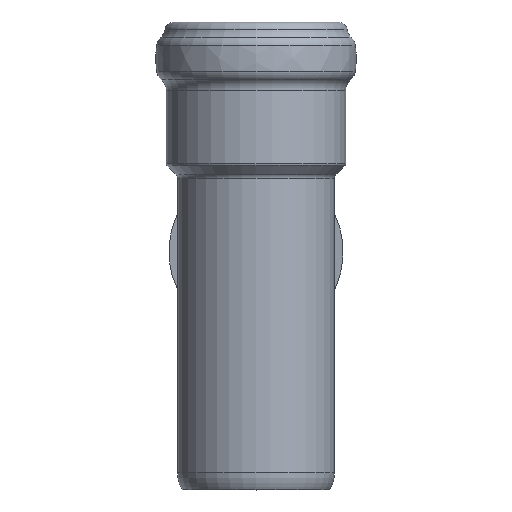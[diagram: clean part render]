
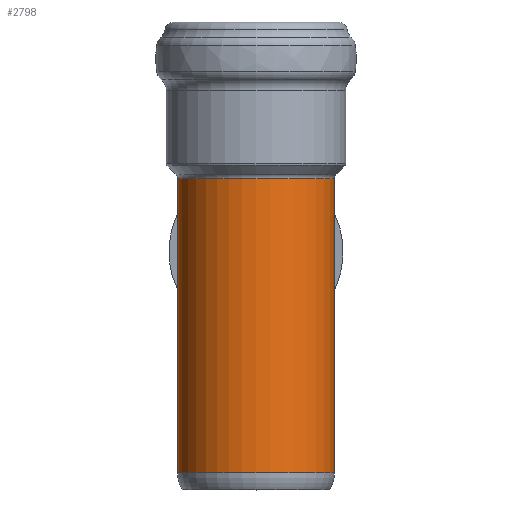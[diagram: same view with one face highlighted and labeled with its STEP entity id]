
A CAD part, top view. The second image highlights one B-rep face of the part: STEP entity #2798.
In plain terms, the highlighted cylindrical face has radius 29.05 mm (diameter 58.1 mm), a full revolution.
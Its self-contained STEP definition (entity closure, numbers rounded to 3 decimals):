
#585=B_SPLINE_CURVE_WITH_KNOTS('',3,(#4295,#4296,#4297,#4298,#4299,#4300,
#4301,#4302,#4303,#4304,#4305,#4306,#4307,#4308,#4309,#4310,#4311,#4312,
#4313,#4314,#4315,#4316,#4317,#4318,#4319,#4320,#4321,#4322,#4323,#4324,
#4325,#4326,#4327,#4328,#4329,#4330,#4331,#4332,#4333,#4334,#4335,#4336,
#4337,#4338,#4339,#4340,#4341,#4342,#4343,#4344,#4345,#4346,#4347,#4348,
#4349,#4350,#4351,#4352,#4353,#4354,#4355,#4356,#4357,#4358,#4359,#4360),
 .UNSPECIFIED.,.T.,.F.,(4,2,2,2,2,2,2,2,2,2,2,2,2,2,2,2,2,2,2,2,2,2,2,2,
2,2,2,2,2,2,2,2,4),(0.,0.526,1.052,1.578,
2.104,2.605,3.106,3.607,4.108,
4.61,5.111,5.612,6.113,6.639,
7.165,7.691,8.217,8.759,9.302,
9.844,10.387,10.891,11.395,11.899,
12.403,12.908,13.412,13.916,14.42,
14.963,15.505,16.048,16.59),
 .UNSPECIFIED.);
#603=CYLINDRICAL_SURFACE('',#2981,29.05);
#652=FACE_BOUND('',#884,.T.);
#653=FACE_BOUND('',#885,.T.);
#704=FACE_OUTER_BOUND('',#883,.T.);
#883=EDGE_LOOP('',(#1962));
#884=EDGE_LOOP('',(#1963));
#885=EDGE_LOOP('',(#1964));
#1106=CIRCLE('',#2980,29.05);
#1107=CIRCLE('',#2982,29.05);
#1264=VERTEX_POINT('',#4289);
#1265=VERTEX_POINT('',#4292);
#1266=VERTEX_POINT('',#4294);
#1551=EDGE_CURVE('',#1264,#1264,#1106,.T.);
#1552=EDGE_CURVE('',#1265,#1265,#1107,.T.);
#1553=EDGE_CURVE('',#1266,#1266,#585,.T.);
#1962=ORIENTED_EDGE('',*,*,#1552,.F.);
#1963=ORIENTED_EDGE('',*,*,#1553,.T.);
#1964=ORIENTED_EDGE('',*,*,#1551,.F.);
#2798=ADVANCED_FACE('',(#704,#652,#653),#603,.T.);
#2980=AXIS2_PLACEMENT_3D('',#4290,#3329,#3330);
#2981=AXIS2_PLACEMENT_3D('',#4291,#3331,#3332);
#2982=AXIS2_PLACEMENT_3D('',#4293,#3333,#3334);
#3329=DIRECTION('center_axis',(0.,1.,0.));
#3330=DIRECTION('ref_axis',(-1.,0.,0.));
#3331=DIRECTION('center_axis',(0.,-1.,0.));
#3332=DIRECTION('ref_axis',(1.,0.,0.));
#3333=DIRECTION('center_axis',(0.,-1.,0.));
#3334=DIRECTION('ref_axis',(1.,0.,0.));
#4289=CARTESIAN_POINT('',(29.05,115.315,0.));
#4290=CARTESIAN_POINT('Origin',(0.,115.315,0.));
#4291=CARTESIAN_POINT('Origin',(0.,61.222,0.));
#4292=CARTESIAN_POINT('',(29.05,6.3,0.));
#4293=CARTESIAN_POINT('Origin',(0.,6.3,0.));
#4294=CARTESIAN_POINT('',(-25.1,86.939,-14.625));
#4295=CARTESIAN_POINT('Ctrl Pts',(-25.1,86.939,-14.625));
#4296=CARTESIAN_POINT('Ctrl Pts',(-25.1,85.185,-14.625));
#4297=CARTESIAN_POINT('Ctrl Pts',(-24.917,83.494,-14.948));
#4298=CARTESIAN_POINT('Ctrl Pts',(-24.238,80.259,-16.026));
#4299=CARTESIAN_POINT('Ctrl Pts',(-23.74,78.712,-16.776));
#4300=CARTESIAN_POINT('Ctrl Pts',(-22.461,75.773,-18.453));
#4301=CARTESIAN_POINT('Ctrl Pts',(-21.679,74.382,-19.38));
#4302=CARTESIAN_POINT('Ctrl Pts',(-19.874,71.797,-21.227));
#4303=CARTESIAN_POINT('Ctrl Pts',(-18.851,70.605,-22.147));
#4304=CARTESIAN_POINT('Ctrl Pts',(-16.699,68.523,-23.808));
#4305=CARTESIAN_POINT('Ctrl Pts',(-15.501,67.55,-24.615));
#4306=CARTESIAN_POINT('Ctrl Pts',(-12.854,65.801,-26.095));
#4307=CARTESIAN_POINT('Ctrl Pts',(-11.404,65.025,-26.768));
#4308=CARTESIAN_POINT('Ctrl Pts',(-8.329,63.758,-27.878));
#4309=CARTESIAN_POINT('Ctrl Pts',(-6.7,63.264,-28.317));
#4310=CARTESIAN_POINT('Ctrl Pts',(-3.371,62.608,-28.903));
#4311=CARTESIAN_POINT('Ctrl Pts',(-1.67,62.444,-29.05));
#4312=CARTESIAN_POINT('Ctrl Pts',(1.67,62.444,-29.05));
#4313=CARTESIAN_POINT('Ctrl Pts',(3.371,62.608,-28.903));
#4314=CARTESIAN_POINT('Ctrl Pts',(6.7,63.264,-28.317));
#4315=CARTESIAN_POINT('Ctrl Pts',(8.329,63.758,-27.878));
#4316=CARTESIAN_POINT('Ctrl Pts',(11.404,65.025,-26.768));
#4317=CARTESIAN_POINT('Ctrl Pts',(12.854,65.801,-26.095));
#4318=CARTESIAN_POINT('Ctrl Pts',(15.501,67.55,-24.615));
#4319=CARTESIAN_POINT('Ctrl Pts',(16.699,68.523,-23.808));
#4320=CARTESIAN_POINT('Ctrl Pts',(18.851,70.605,-22.147));
#4321=CARTESIAN_POINT('Ctrl Pts',(19.874,71.797,-21.227));
#4322=CARTESIAN_POINT('Ctrl Pts',(21.679,74.382,-19.38));
#4323=CARTESIAN_POINT('Ctrl Pts',(22.461,75.773,-18.453));
#4324=CARTESIAN_POINT('Ctrl Pts',(23.74,78.712,-16.776));
#4325=CARTESIAN_POINT('Ctrl Pts',(24.238,80.259,-16.026));
#4326=CARTESIAN_POINT('Ctrl Pts',(24.917,83.494,-14.948));
#4327=CARTESIAN_POINT('Ctrl Pts',(25.1,85.185,-14.625));
#4328=CARTESIAN_POINT('Ctrl Pts',(25.1,88.747,-14.625));
#4329=CARTESIAN_POINT('Ctrl Pts',(24.907,90.489,-14.965));
#4330=CARTESIAN_POINT('Ctrl Pts',(24.211,93.84,-16.067));
#4331=CARTESIAN_POINT('Ctrl Pts',(23.706,95.452,-16.824));
#4332=CARTESIAN_POINT('Ctrl Pts',(22.414,98.534,-18.511));
#4333=CARTESIAN_POINT('Ctrl Pts',(21.626,100.002,-19.439));
#4334=CARTESIAN_POINT('Ctrl Pts',(19.809,102.743,-21.288));
#4335=CARTESIAN_POINT('Ctrl Pts',(18.779,104.014,-22.209));
#4336=CARTESIAN_POINT('Ctrl Pts',(16.63,106.216,-23.854));
#4337=CARTESIAN_POINT('Ctrl Pts',(15.449,107.241,-24.647));
#4338=CARTESIAN_POINT('Ctrl Pts',(12.831,109.091,-26.106));
#4339=CARTESIAN_POINT('Ctrl Pts',(11.393,109.917,-26.772));
#4340=CARTESIAN_POINT('Ctrl Pts',(8.337,111.273,-27.875));
#4341=CARTESIAN_POINT('Ctrl Pts',(6.714,111.804,-28.314));
#4342=CARTESIAN_POINT('Ctrl Pts',(3.386,112.514,-28.901));
#4343=CARTESIAN_POINT('Ctrl Pts',(1.681,112.692,-29.05));
#4344=CARTESIAN_POINT('Ctrl Pts',(-1.681,112.692,-29.05));
#4345=CARTESIAN_POINT('Ctrl Pts',(-3.386,112.514,-28.901));
#4346=CARTESIAN_POINT('Ctrl Pts',(-6.714,111.804,-28.314));
#4347=CARTESIAN_POINT('Ctrl Pts',(-8.337,111.273,-27.875));
#4348=CARTESIAN_POINT('Ctrl Pts',(-11.393,109.917,-26.772));
#4349=CARTESIAN_POINT('Ctrl Pts',(-12.831,109.091,-26.106));
#4350=CARTESIAN_POINT('Ctrl Pts',(-15.449,107.241,-24.647));
#4351=CARTESIAN_POINT('Ctrl Pts',(-16.63,106.216,-23.854));
#4352=CARTESIAN_POINT('Ctrl Pts',(-18.779,104.014,-22.209));
#4353=CARTESIAN_POINT('Ctrl Pts',(-19.809,102.743,-21.288));
#4354=CARTESIAN_POINT('Ctrl Pts',(-21.626,100.002,-19.439));
#4355=CARTESIAN_POINT('Ctrl Pts',(-22.414,98.534,-18.511));
#4356=CARTESIAN_POINT('Ctrl Pts',(-23.706,95.452,-16.824));
#4357=CARTESIAN_POINT('Ctrl Pts',(-24.211,93.84,-16.067));
#4358=CARTESIAN_POINT('Ctrl Pts',(-24.907,90.489,-14.965));
#4359=CARTESIAN_POINT('Ctrl Pts',(-25.1,88.747,-14.625));
#4360=CARTESIAN_POINT('Ctrl Pts',(-25.1,86.939,-14.625));
